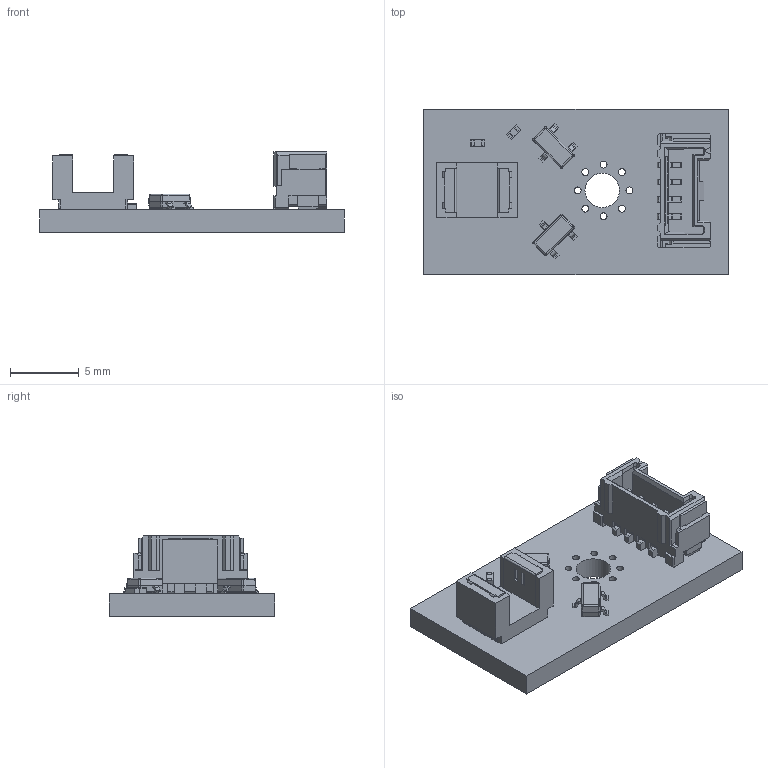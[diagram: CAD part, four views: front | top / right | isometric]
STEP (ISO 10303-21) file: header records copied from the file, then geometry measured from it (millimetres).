
FILE_DESCRIPTION(('KiCad electronic assembly'),'2;1');
FILE_NAME('TCUT13_Limit_Switch_v-3.step','2023-07-19T14:34:31',('Pcbnew' ),('Kicad'),'Open CASCADE STEP processor 7.5', 'KiCad to STEP converter','Unknown');
FILE_SCHEMA(('AUTOMOTIVE_DESIGN { 1 0 10303 214 1 1 1 1 }'));
Length unit declared in the file: millimetre
Products named in the file (10): TCUT13_Limit_Switch_v-3 1; TO-236AB; COMPOUND; 5055680471; RC0402FR-070RL; 80284_TCUT1300_TCUT1350_3D_Models; SOLID; _autosave-TCUT13_Limit_Switch PCB
Assembly tree (11 placements, depth 3):
  TCUT13_Limit_Switch_v-3 1
    TO-236AB  x2
      COMPOUND
    5055680471
      COMPOUND
    RC0402FR-070RL  x2
      COMPOUND
    80284_TCUT1300_TCUT1350_3D_Models
      SOLID
    _autosave-TCUT13_Limit_Switch PCB
Bounding box: 22.07 x 12 x 5.81 mm (x, y, z)
Volume: 537.9 mm3; surface area: 1093.5 mm2
Topology: 19 solids, 19 shells, 693 faces, 1871 edges, 1230 vertices
Faces by surface type: plane 564, cylinder 109, bspline 16, cone 4
Full cylindrical faces by diameter (mm): 0.5 x8, 2.1 x1, 2.5 x1
Entity records: 40512 total; most frequent: CARTESIAN_POINT 8146, DIRECTION 5885, LINE 4361, VECTOR 4361, ORIENTED_EDGE 3126, PCURVE 3126, DEFINITIONAL_REPRESENTATION 3126, EDGE_CURVE 1563
